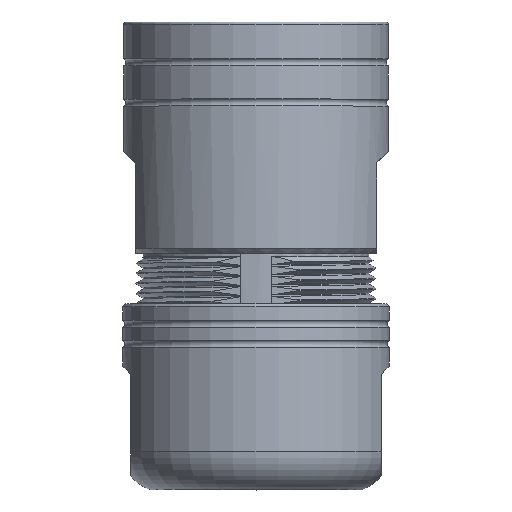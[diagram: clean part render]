
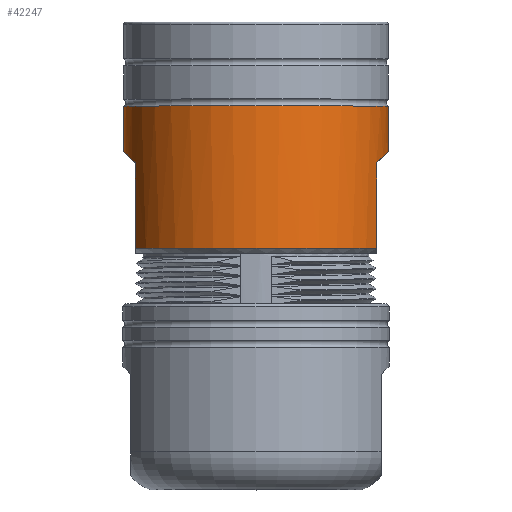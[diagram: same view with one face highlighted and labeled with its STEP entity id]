
A CAD part, top view. The second image highlights one B-rep face of the part: STEP entity #42247.
In plain terms, the highlighted cylindrical face has radius 13.15 mm (diameter 26.3 mm), a partial arc.
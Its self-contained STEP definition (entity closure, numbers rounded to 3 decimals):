
#12533=DIRECTION('',(0.,-1.,0.));
#12534=VECTOR('',#12533,8.5);
#12535=CARTESIAN_POINT('',(-12.,6.,5.378));
#12536=LINE('',#12535,#12534);
#12541=CARTESIAN_POINT('',(-12.,-2.5,
5.378));
#12566=CARTESIAN_POINT('',(13.15,7.15,0.));
#12572=DIRECTION('',(0.,1.,0.));
#12573=VECTOR('',#12572,4.504);
#12574=CARTESIAN_POINT('',(13.15,7.15,0.));
#12575=LINE('',#12574,#12573);
#12585=CARTESIAN_POINT('',(-13.15,7.15,0.));
#12625=CARTESIAN_POINT('',(0.,-2.5,0.));
#12626=DIRECTION('',(0.,-1.,0.));
#12627=DIRECTION('',(0.913,0.,0.409));
#12628=AXIS2_PLACEMENT_3D('',#12625,#12626,#12627);
#12630=CARTESIAN_POINT('',(-13.15,7.15,0.));
#12631=CARTESIAN_POINT('',(-13.15,7.15,0.975));
#12632=CARTESIAN_POINT('',(-12.937,6.937,
2.837));
#12633=CARTESIAN_POINT('',(-12.369,6.369,
4.554));
#12634=CARTESIAN_POINT('',(-12.,6.,5.378));
#12636=DIRECTION('',(0.,1.,0.));
#12637=VECTOR('',#12636,4.504);
#12638=CARTESIAN_POINT('',(-13.15,7.15,0.));
#12639=LINE('',#12638,#12637);
#12640=CARTESIAN_POINT('',(0.,11.654,0.));
#12641=DIRECTION('',(0.,1.,0.));
#12642=DIRECTION('',(-1.,0.,0.));
#12643=AXIS2_PLACEMENT_3D('',#12640,#12641,#12642);
#12645=CARTESIAN_POINT('',(12.,6.,5.378));
#12646=CARTESIAN_POINT('',(12.369,6.369,4.554));
#12647=CARTESIAN_POINT('',(12.937,6.937,2.837));
#12648=CARTESIAN_POINT('',(13.15,7.15,0.975));
#12649=CARTESIAN_POINT('',(13.15,7.15,0.));
#12651=DIRECTION('',(0.,-1.,0.));
#12652=VECTOR('',#12651,8.5);
#12653=CARTESIAN_POINT('',(12.,6.,5.378));
#12654=LINE('',#12653,#12652);
#12857=VERTEX_POINT('',#12585);
#12858=VERTEX_POINT('',#12566);
#12860=VERTEX_POINT('',#12634);
#12861=VERTEX_POINT('',#12645);
#12871=CARTESIAN_POINT('',(13.15,11.654,0.));
#12872=CARTESIAN_POINT('',(-13.15,11.654,0.));
#12873=VERTEX_POINT('',#12871);
#12874=VERTEX_POINT('',#12872);
#13000=VERTEX_POINT('',#12541);
#13001=CARTESIAN_POINT('',(12.,-2.5,5.378));
#13002=VERTEX_POINT('',#13001);
#42230=CARTESIAN_POINT('',(0.,0.,0.));
#42231=DIRECTION('',(0.,1.,0.));
#42232=DIRECTION('',(1.,0.,0.));
#42233=AXIS2_PLACEMENT_3D('',#42230,#42231,#42232);
#42234=CYLINDRICAL_SURFACE('',#42233,13.15);
#42235=ORIENTED_EDGE('',*,*,#42112,.T.);
#42236=ORIENTED_EDGE('',*,*,#42129,.F.);
#42238=ORIENTED_EDGE('',*,*,#42237,.F.);
#42239=ORIENTED_EDGE('',*,*,#42165,.T.);
#42240=ORIENTED_EDGE('',*,*,#42211,.T.);
#42241=ORIENTED_EDGE('',*,*,#42161,.F.);
#42243=ORIENTED_EDGE('',*,*,#42242,.F.);
#42244=ORIENTED_EDGE('',*,*,#42096,.T.);
#42245=EDGE_LOOP('',(#42235,#42236,#42238,#42239,#42240,#42241,#42243,#42244));
#42246=FACE_OUTER_BOUND('',#42245,.F.);
#42247=ADVANCED_FACE('',(#42246),#42234,.T.);
#12629=CIRCLE('',#12628,13.15);
#12635=B_SPLINE_CURVE_WITH_KNOTS('',3,(#12630,#12631,#12632,#12633,#12634),
.UNSPECIFIED.,.F.,.F.,(4,1,4),(0.,0.5,1.),.UNSPECIFIED.);
#12644=CIRCLE('',#12643,13.15);
#12650=B_SPLINE_CURVE_WITH_KNOTS('',3,(#12645,#12646,#12647,#12648,#12649),
.UNSPECIFIED.,.F.,.F.,(4,1,4),(0.,0.5,1.),.UNSPECIFIED.);
#42096=EDGE_CURVE('',#12861,#13002,#12654,.T.);
#42112=EDGE_CURVE('',#13002,#13000,#12629,.T.);
#42129=EDGE_CURVE('',#12860,#13000,#12536,.T.);
#42161=EDGE_CURVE('',#12858,#12873,#12575,.T.);
#42165=EDGE_CURVE('',#12857,#12874,#12639,.T.);
#42211=EDGE_CURVE('',#12874,#12873,#12644,.T.);
#42237=EDGE_CURVE('',#12857,#12860,#12635,.T.);
#42242=EDGE_CURVE('',#12861,#12858,#12650,.T.);
